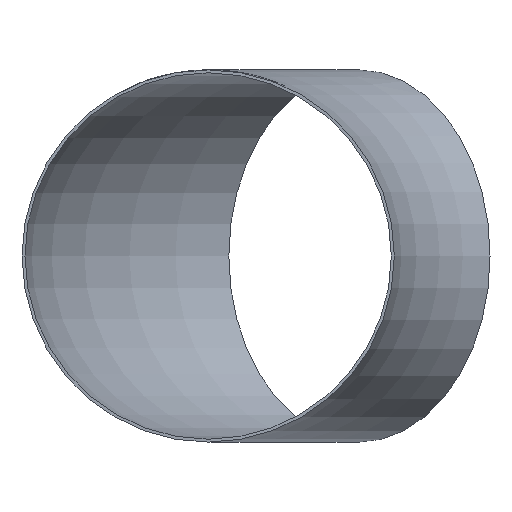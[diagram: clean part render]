
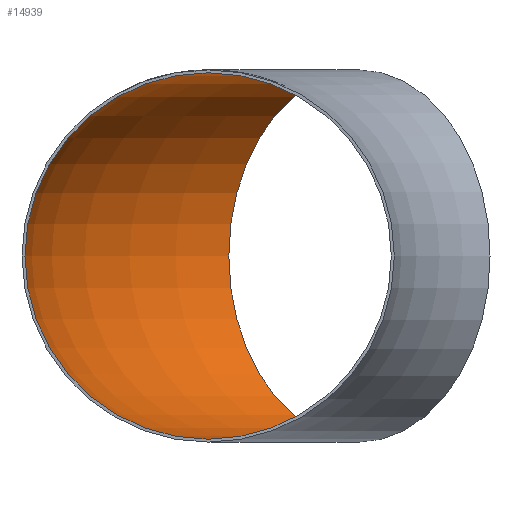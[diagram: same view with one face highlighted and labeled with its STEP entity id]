
A CAD part, front view. The second image highlights one B-rep face of the part: STEP entity #14939.
In plain terms, the highlighted toroidal (fillet/blend) face has major radius 350 mm and minor radius 125 mm.
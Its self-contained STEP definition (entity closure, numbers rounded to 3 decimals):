
#945 = CIRCLE ( 'NONE', #6953, 125. ) ;
#3196 = CIRCLE ( 'NONE', #7714, 125. ) ;
#4205 = DIRECTION ( 'NONE',  ( 0.707, 0.707, 0. ) ) ;
#4280 = TOROIDAL_SURFACE ( 'NONE', #14795, 350., 125. ) ;
#4536 = CARTESIAN_POINT ( 'NONE',  ( -247.487, 247.487, 0. ) ) ;
#4701 = EDGE_LOOP ( 'NONE', ( #12750 ) ) ;
#5205 = EDGE_LOOP ( 'NONE', ( #7566 ) ) ;
#5410 = CARTESIAN_POINT ( 'NONE',  ( 0., 0., 0. ) ) ;
#5648 = FACE_OUTER_BOUND ( 'NONE', #4701, .T. ) ;
#6953 = AXIS2_PLACEMENT_3D ( 'NONE', #4536, #4205, #11375 ) ;
#7566 = ORIENTED_EDGE ( 'NONE', *, *, #12759, .F. ) ;
#7714 = AXIS2_PLACEMENT_3D ( 'NONE', #10339, #22638, #14111 ) ;
#10088 = VERTEX_POINT ( 'NONE', #15724 ) ;
#10339 = CARTESIAN_POINT ( 'NONE',  ( -350., 0., 0. ) ) ;
#11375 = DIRECTION ( 'NONE',  ( -0.707, 0.707, 0. ) ) ;
#11601 = FACE_OUTER_BOUND ( 'NONE', #5205, .T. ) ;
#12598 = DIRECTION ( 'NONE',  ( -1., 0., 0. ) ) ;
#12750 = ORIENTED_EDGE ( 'NONE', *, *, #13216, .T. ) ;
#12759 = EDGE_CURVE ( 'NONE', #10088, #10088, #3196, .T. ) ;
#13216 = EDGE_CURVE ( 'NONE', #20758, #20758, #945, .T. ) ;
#14111 = DIRECTION ( 'NONE',  ( 0., 0., 1. ) ) ;
#14795 = AXIS2_PLACEMENT_3D ( 'NONE', #5410, #19838, #12598 ) ;
#14939 = ADVANCED_FACE ( 'NONE', ( #5648, #11601 ), #4280, .F. ) ;
#15724 = CARTESIAN_POINT ( 'NONE',  ( -350., 0., 125. ) ) ;
#19838 = DIRECTION ( 'NONE',  ( 0., 0., -1. ) ) ;
#20758 = VERTEX_POINT ( 'NONE', #22401 ) ;
#22401 = CARTESIAN_POINT ( 'NONE',  ( -335.876, 335.876, 0. ) ) ;
#22638 = DIRECTION ( 'NONE',  ( 0., 1., 0. ) ) ;
